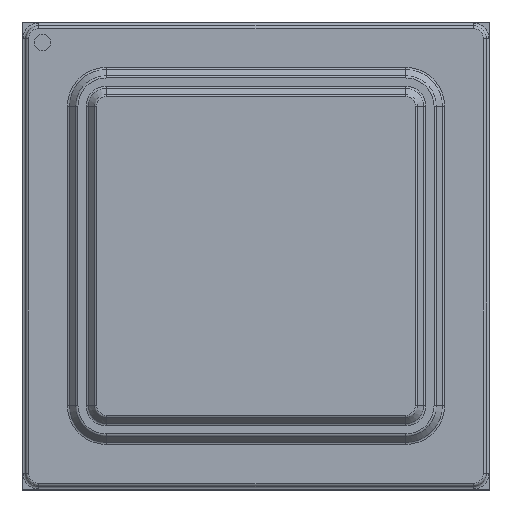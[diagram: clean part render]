
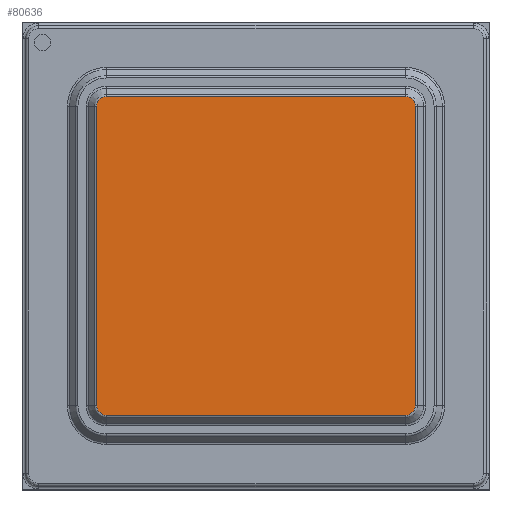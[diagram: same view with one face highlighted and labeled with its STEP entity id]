
A CAD part, top view. The second image highlights one B-rep face of the part: STEP entity #80636.
In plain terms, the highlighted planar face has unit normal (0, 0, 1).
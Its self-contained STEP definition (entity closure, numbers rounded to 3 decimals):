
#1851 = VERTEX_POINT ( 'NONE', #5038 ) ;
#2796 = CIRCLE ( 'NONE', #55980, 0.511 ) ;
#4020 = EDGE_CURVE ( 'NONE', #93581, #78953, #79830, .T. ) ;
#5038 = CARTESIAN_POINT ( 'NONE',  ( -8., -8.511, 3.21 ) ) ;
#6098 = LINE ( 'NONE', #16010, #36638 ) ;
#7389 = ORIENTED_EDGE ( 'NONE', *, *, #37897, .T. ) ;
#8317 = CARTESIAN_POINT ( 'NONE',  ( 8.511, 8., 3.21 ) ) ;
#8565 = ORIENTED_EDGE ( 'NONE', *, *, #75253, .T. ) ;
#11100 = CARTESIAN_POINT ( 'NONE',  ( -8., 8.511, 3.21 ) ) ;
#11413 = DIRECTION ( 'NONE',  ( 1., 0., 0. ) ) ;
#11511 = LINE ( 'NONE', #53806, #52258 ) ;
#13029 = CARTESIAN_POINT ( 'NONE',  ( -8., -8., 3.21 ) ) ;
#16010 = CARTESIAN_POINT ( 'NONE',  ( -8., 8.511, 3.21 ) ) ;
#16555 = AXIS2_PLACEMENT_3D ( 'NONE', #65696, #59934, #81930 ) ;
#16660 = CARTESIAN_POINT ( 'NONE',  ( -8.511, -8., 3.21 ) ) ;
#18969 = ORIENTED_EDGE ( 'NONE', *, *, #82031, .T. ) ;
#19807 = CARTESIAN_POINT ( 'NONE',  ( 8., -8., 3.21 ) ) ;
#20237 = VERTEX_POINT ( 'NONE', #38075 ) ;
#20941 = EDGE_CURVE ( 'NONE', #77677, #1851, #2796, .T. ) ;
#21838 = CARTESIAN_POINT ( 'NONE',  ( -8., 8., 3.21 ) ) ;
#22848 = PLANE ( 'NONE',  #16555 ) ;
#26716 = CARTESIAN_POINT ( 'NONE',  ( 8.511, -8., 3.21 ) ) ;
#27184 = FACE_OUTER_BOUND ( 'NONE', #73808, .T. ) ;
#27571 = ORIENTED_EDGE ( 'NONE', *, *, #20941, .T. ) ;
#27856 = DIRECTION ( 'NONE',  ( 1., 0., 0. ) ) ;
#28574 = ORIENTED_EDGE ( 'NONE', *, *, #52617, .T. ) ;
#30006 = DIRECTION ( 'NONE',  ( 1., 0., 0. ) ) ;
#30690 = DIRECTION ( 'NONE',  ( -1., 0., 0. ) ) ;
#31628 = CIRCLE ( 'NONE', #33089, 0.511 ) ;
#33089 = AXIS2_PLACEMENT_3D ( 'NONE', #19807, #64065, #27856 ) ;
#35355 = CARTESIAN_POINT ( 'NONE',  ( -8.511, -8., 3.21 ) ) ;
#36638 = VECTOR ( 'NONE', #30690, 1000. ) ;
#37246 = DIRECTION ( 'NONE',  ( 0., 1., 0. ) ) ;
#37517 = EDGE_CURVE ( 'NONE', #93548, #68190, #44421, .T. ) ;
#37897 = EDGE_CURVE ( 'NONE', #1851, #20237, #11511, .T. ) ;
#38075 = CARTESIAN_POINT ( 'NONE',  ( 8., -8.511, 3.21 ) ) ;
#38767 = CIRCLE ( 'NONE', #41836, 0.511 ) ;
#41836 = AXIS2_PLACEMENT_3D ( 'NONE', #59438, #45147, #11413 ) ;
#42510 = LINE ( 'NONE', #35355, #60683 ) ;
#43265 = AXIS2_PLACEMENT_3D ( 'NONE', #21838, #86230, #58004 ) ;
#44421 = LINE ( 'NONE', #8317, #49069 ) ;
#45147 = DIRECTION ( 'NONE',  ( 0., 0., 1. ) ) ;
#49069 = VECTOR ( 'NONE', #37246, 1000. ) ;
#52258 = VECTOR ( 'NONE', #82934, 1000. ) ;
#52617 = EDGE_CURVE ( 'NONE', #68190, #78386, #38767, .T. ) ;
#53806 = CARTESIAN_POINT ( 'NONE',  ( 8., -8.511, 3.21 ) ) ;
#54641 = EDGE_CURVE ( 'NONE', #20237, #93548, #31628, .T. ) ;
#55980 = AXIS2_PLACEMENT_3D ( 'NONE', #13029, #72949, #30006 ) ;
#58004 = DIRECTION ( 'NONE',  ( 1., 0., 0. ) ) ;
#59438 = CARTESIAN_POINT ( 'NONE',  ( 8., 8., 3.21 ) ) ;
#59934 = DIRECTION ( 'NONE',  ( 0., 0., 1. ) ) ;
#60683 = VECTOR ( 'NONE', #65355, 1000. ) ;
#64065 = DIRECTION ( 'NONE',  ( 0., 0., 1. ) ) ;
#65355 = DIRECTION ( 'NONE',  ( 0., -1., 0. ) ) ;
#65696 = CARTESIAN_POINT ( 'NONE',  ( -8., -8., 3.21 ) ) ;
#67696 = ORIENTED_EDGE ( 'NONE', *, *, #37517, .T. ) ;
#68190 = VERTEX_POINT ( 'NONE', #76658 ) ;
#68675 = ORIENTED_EDGE ( 'NONE', *, *, #4020, .T. ) ;
#72949 = DIRECTION ( 'NONE',  ( 0., 0., 1. ) ) ;
#73808 = EDGE_LOOP ( 'NONE', ( #68675, #8565, #27571, #7389, #90359, #67696, #28574, #18969 ) ) ;
#75253 = EDGE_CURVE ( 'NONE', #78953, #77677, #42510, .T. ) ;
#76658 = CARTESIAN_POINT ( 'NONE',  ( 8.511, 8., 3.21 ) ) ;
#77677 = VERTEX_POINT ( 'NONE', #16660 ) ;
#78386 = VERTEX_POINT ( 'NONE', #91723 ) ;
#78418 = CARTESIAN_POINT ( 'NONE',  ( -8.511, 8., 3.21 ) ) ;
#78953 = VERTEX_POINT ( 'NONE', #78418 ) ;
#79830 = CIRCLE ( 'NONE', #43265, 0.511 ) ;
#80636 = ADVANCED_FACE ( 'NONE', ( #27184 ), #22848, .T. ) ;
#81930 = DIRECTION ( 'NONE',  ( 1., 0., 0. ) ) ;
#82031 = EDGE_CURVE ( 'NONE', #78386, #93581, #6098, .T. ) ;
#82934 = DIRECTION ( 'NONE',  ( 1., 0., 0. ) ) ;
#86230 = DIRECTION ( 'NONE',  ( 0., 0., 1. ) ) ;
#90359 = ORIENTED_EDGE ( 'NONE', *, *, #54641, .T. ) ;
#91723 = CARTESIAN_POINT ( 'NONE',  ( 8., 8.511, 3.21 ) ) ;
#93548 = VERTEX_POINT ( 'NONE', #26716 ) ;
#93581 = VERTEX_POINT ( 'NONE', #11100 ) ;
